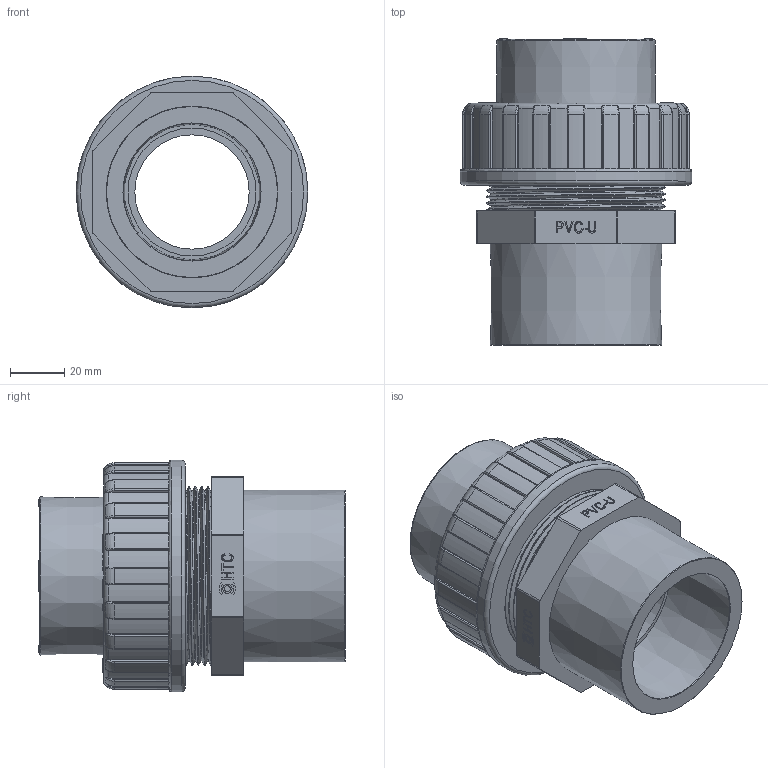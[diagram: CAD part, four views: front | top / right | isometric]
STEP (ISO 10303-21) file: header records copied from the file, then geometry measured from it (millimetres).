
FILE_DESCRIPTION(/* description */ (''),/* implementation_level */ '2;1');
FILE_NAME(/* name */ 'AF0607050063.stp',/* time_stamp */ '2025-11-28T10:19:02+08:00',/* author */ (''),/* organization */ (''),/* preprocessor_version */ 'ST-DEVELOPER v16.7',/* originating_system */ 'SIEMENS PLM Software NX 12.0',/* authorisation */ '');
FILE_SCHEMA (('AUTOMOTIVE_DESIGN { 1 0 10303 214 3 1 1 1 }'));
Length unit declared in the file: millimetre
Products named in the file (1): Admi2740F3F8eude
Bounding box: 85 x 112.61 x 85 mm (x, y, z)
Volume: 132152.8 mm3; surface area: 77258.2 mm2
Topology: 3 solids, 4 shells, 1580 faces, 4421 edges, 2947 vertices
Faces by surface type: plane 1238, cylinder 135, extrusion 128, bspline 45, torus 29, cone 5
Full cylindrical faces by diameter (mm): 1.377 x1, 1.836 x1, 2 x1, 2.1 x1, 3 x1, 3.4 x1, 42 x1, 47 x1, 50.8 x1, 52 x1, 62 x1, 62.752 x10, 62.8 x1, 65.71 x9, 85 x1
Entity records: 59131 total; most frequent: CARTESIAN_POINT 19855, ORIENTED_EDGE 8640, DIRECTION 7047, EDGE_CURVE 4320, VECTOR 3679, LINE 3551, VERTEX_POINT 2898, EDGE_LOOP 1702
